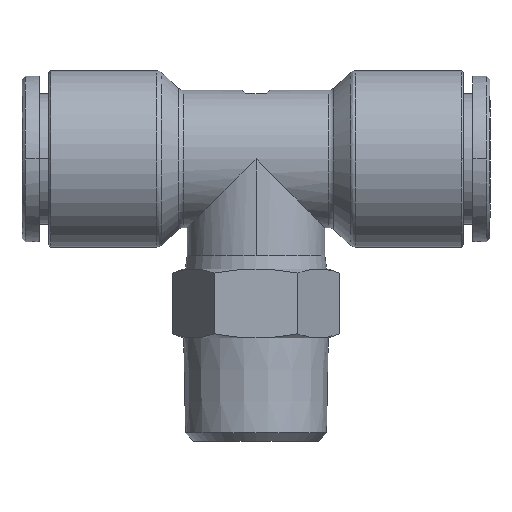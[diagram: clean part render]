
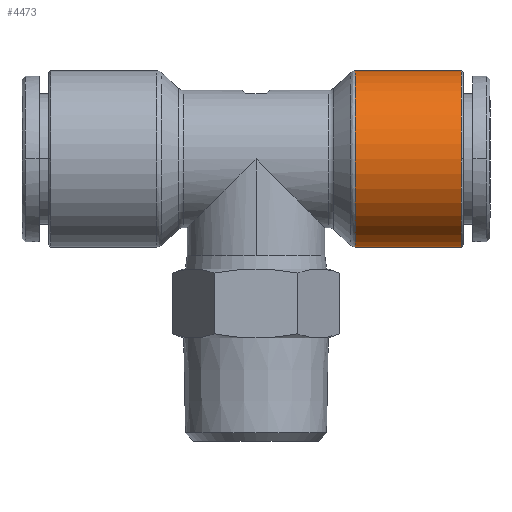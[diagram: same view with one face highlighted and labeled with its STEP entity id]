
A CAD part, front view. The second image highlights one B-rep face of the part: STEP entity #4473.
In plain terms, the highlighted cylindrical face has radius 12.8 mm (diameter 25.6 mm), a partial arc.
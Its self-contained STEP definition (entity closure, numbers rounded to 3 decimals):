
#768 = VERTEX_POINT ( 'NONE', #9438 ) ;
#1852 = EDGE_CURVE ( 'NONE', #16724, #3721, #11332, .T. ) ;
#2158 = CIRCLE ( 'NONE', #16468, 12.8 ) ;
#2248 = DIRECTION ( 'NONE',  ( 1., 0., 0. ) ) ;
#2453 = DIRECTION ( 'NONE',  ( 0., 0., -1. ) ) ;
#3023 = EDGE_CURVE ( 'NONE', #14255, #10831, #2158, .T. ) ;
#3190 = DIRECTION ( 'NONE',  ( 1., 0., 0. ) ) ;
#3721 = VERTEX_POINT ( 'NONE', #13297 ) ;
#4384 = AXIS2_PLACEMENT_3D ( 'NONE', #17416, #18898, #8393 ) ;
#4473 = ADVANCED_FACE ( 'NONE', ( #4902 ), #11202, .T. ) ;
#4902 = FACE_OUTER_BOUND ( 'NONE', #8174, .T. ) ;
#5137 = CARTESIAN_POINT ( 'NONE',  ( 30.3, 0., 0. ) ) ;
#6132 = EDGE_CURVE ( 'NONE', #14255, #16724, #17191, .T. ) ;
#6201 = CARTESIAN_POINT ( 'NONE',  ( 14.894, 0., 0. ) ) ;
#6817 = VECTOR ( 'NONE', #10585, 1000. ) ;
#7144 = EDGE_CURVE ( 'NONE', #3721, #768, #18464, .T. ) ;
#7413 = AXIS2_PLACEMENT_3D ( 'NONE', #5137, #2248, #15621 ) ;
#7794 = CARTESIAN_POINT ( 'NONE',  ( 21.5, 0., -12.8 ) ) ;
#8174 = EDGE_LOOP ( 'NONE', ( #14437, #17964, #11071, #17406, #16081 ) ) ;
#8393 = DIRECTION ( 'NONE',  ( 0., 0., 1. ) ) ;
#9438 = CARTESIAN_POINT ( 'NONE',  ( 30.3, 0., -12.8 ) ) ;
#10585 = DIRECTION ( 'NONE',  ( 1., 0., 0. ) ) ;
#10831 = VERTEX_POINT ( 'NONE', #11510 ) ;
#11071 = ORIENTED_EDGE ( 'NONE', *, *, #11303, .T. ) ;
#11202 = CYLINDRICAL_SURFACE ( 'NONE', #17881, 12.8 ) ;
#11303 = EDGE_CURVE ( 'NONE', #10831, #768, #14083, .T. ) ;
#11332 = CIRCLE ( 'NONE', #7413, 12.8 ) ;
#11510 = CARTESIAN_POINT ( 'NONE',  ( 14.894, 0., -12.8 ) ) ;
#11533 = CARTESIAN_POINT ( 'NONE',  ( 30.3, 0., 12.8 ) ) ;
#11536 = DIRECTION ( 'NONE',  ( 1., 0., 0. ) ) ;
#12069 = VECTOR ( 'NONE', #3190, 1000. ) ;
#12278 = DIRECTION ( 'NONE',  ( 0., 0., -1. ) ) ;
#12964 = CARTESIAN_POINT ( 'NONE',  ( 21.5, 0., 0. ) ) ;
#13297 = CARTESIAN_POINT ( 'NONE',  ( 30.3, -12.8, 0. ) ) ;
#14083 = LINE ( 'NONE', #7794, #6817 ) ;
#14255 = VERTEX_POINT ( 'NONE', #16742 ) ;
#14437 = ORIENTED_EDGE ( 'NONE', *, *, #6132, .F. ) ;
#15389 = DIRECTION ( 'NONE',  ( 1., 0., 0. ) ) ;
#15621 = DIRECTION ( 'NONE',  ( 0., 0., 1. ) ) ;
#16081 = ORIENTED_EDGE ( 'NONE', *, *, #1852, .F. ) ;
#16439 = CARTESIAN_POINT ( 'NONE',  ( 21.5, 0., 12.8 ) ) ;
#16468 = AXIS2_PLACEMENT_3D ( 'NONE', #6201, #15389, #12278 ) ;
#16724 = VERTEX_POINT ( 'NONE', #11533 ) ;
#16742 = CARTESIAN_POINT ( 'NONE',  ( 14.894, 0., 12.8 ) ) ;
#17191 = LINE ( 'NONE', #16439, #12069 ) ;
#17406 = ORIENTED_EDGE ( 'NONE', *, *, #7144, .F. ) ;
#17416 = CARTESIAN_POINT ( 'NONE',  ( 30.3, 0., 0. ) ) ;
#17881 = AXIS2_PLACEMENT_3D ( 'NONE', #12964, #11536, #2453 ) ;
#17964 = ORIENTED_EDGE ( 'NONE', *, *, #3023, .T. ) ;
#18464 = CIRCLE ( 'NONE', #4384, 12.8 ) ;
#18898 = DIRECTION ( 'NONE',  ( 1., 0., 0. ) ) ;
